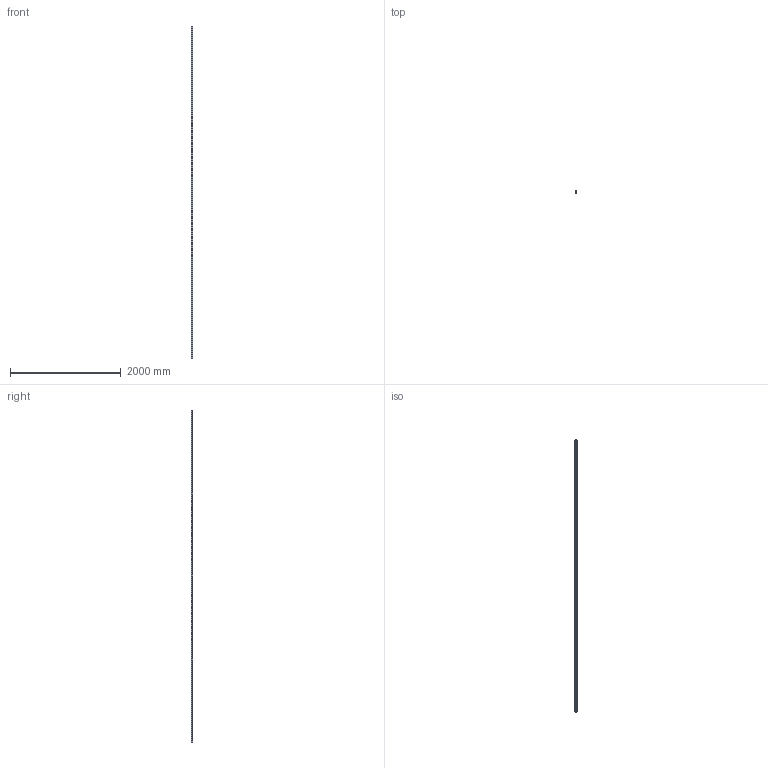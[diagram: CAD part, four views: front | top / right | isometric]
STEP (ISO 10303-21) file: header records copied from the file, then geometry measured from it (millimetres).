
FILE_DESCRIPTION(/* description */ (''),/* implementation_level */ '2;1');
FILE_NAME(/* name */ '10135_KriTec_Klemmprofil_6_30x30-180.stp',/* time_stamp */ '2021-08-04T13:16:11+02:00',/* author */ ('Nell'),/* organization */ (''),/* preprocessor_version */ 'ST-DEVELOPER v17',/* originating_system */ 'Autodesk Inventor 2018',/* authorisation */ '');
FILE_SCHEMA (('AUTOMOTIVE_DESIGN { 1 0 10303 214 3 1 1 }'));
Length unit declared in the file: millimetre
Products named in the file (1): 10135_KriTec_Klemmprofil_6_30x30-180
Bounding box: 30 x 30 x 6000 mm (x, y, z)
Volume: 2672442.3 mm3; surface area: 1662872.3 mm2
Topology: 1 solids, 1 shells, 1039 faces, 3951 edges, 2634 vertices
Faces by surface type: cylinder 599, plane 440
Full cylindrical faces by diameter (mm): 3.242 x80, 5 x1, 7.5 x80
Entity records: 49366 total; most frequent: CARTESIAN_POINT 16345, ORIENTED_EDGE 7902, DIRECTION 6029, EDGE_CURVE 3951, VERTEX_POINT 2634, AXIS2_PLACEMENT_3D 2078, LINE 1873, VECTOR 1873
